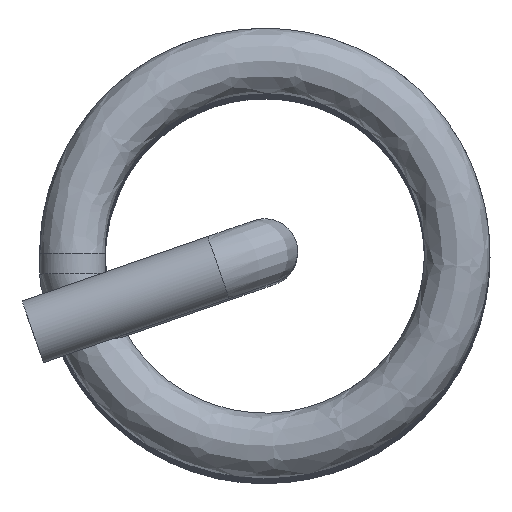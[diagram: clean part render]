
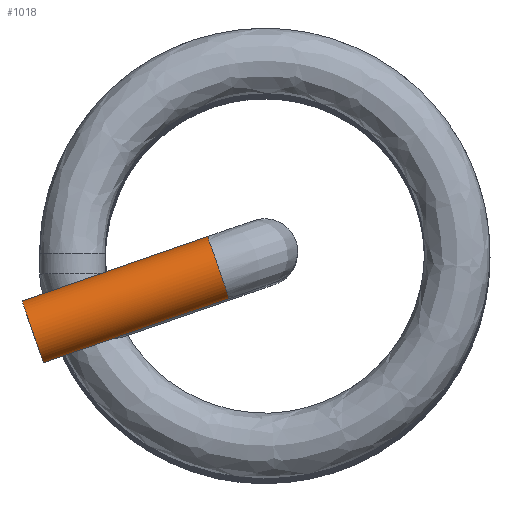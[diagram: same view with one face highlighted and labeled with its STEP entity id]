
A CAD part, top view. The second image highlights one B-rep face of the part: STEP entity #1018.
In plain terms, the highlighted free-form (B-spline) face has degree [3, 1] with [12, 2] control points.
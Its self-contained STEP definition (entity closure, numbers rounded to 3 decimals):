
#25 = CARTESIAN_POINT ( 'NONE',  ( -2.96, -0.621, 13.939 ) ) ;
#351 = CARTESIAN_POINT ( 'NONE',  ( -0.436, -0.574, 13.8 ) ) ;
#361 = CARTESIAN_POINT ( 'NONE',  ( -0.464, -0.492, 14.063 ) ) ;
#373 = EDGE_CURVE ( 'NONE', #1867, #6768, #4550, .T. ) ;
#436 = CARTESIAN_POINT ( 'NONE',  ( -2.709, -1.344, 13.939 ) ) ;
#496 = VERTEX_POINT ( 'NONE', #5829 ) ;
#957 = CARTESIAN_POINT ( 'NONE',  ( -2.811, -1.05, 14.202 ) ) ;
#986 = CARTESIAN_POINT ( 'NONE',  ( -0.634, -0.004, 14.153 ) ) ;
#996 = CARTESIAN_POINT ( 'NONE',  ( -0.692, 0.165, 13.939 ) ) ;
#1018 = ADVANCED_FACE ( 'NONE', ( #5051 ), #4534, .T. ) ;
#1026 = CARTESIAN_POINT ( 'NONE',  ( -0.698, 0.181, 13.8 ) ) ;
#1027 = DIRECTION ( 'NONE',  ( 0.945, 0.328, 0. ) ) ;
#1154 = CARTESIAN_POINT ( 'NONE',  ( -2.709, -1.344, 13.939 ) ) ;
#1189 = CARTESIAN_POINT ( 'NONE',  ( -2.703, -1.361, 13.846 ) ) ;
#1287 = CARTESIAN_POINT ( 'NONE',  ( -2.703, -1.361, 13.8 ) ) ;
#1352 = B_SPLINE_CURVE_WITH_KNOTS ( 'NONE', 3,
 ( #4563, #5171, #25, #2306, #2908, #1704, #4004, #6298, #2833, #1154, #1189, #1812 ),
 .UNSPECIFIED., .F., .F.,
 ( 4, 1, 1, 1, 1, 1, 1, 1, 1, 4 ),
 ( 0.024, 0.13, 0.236, 0.342, 0.447, 0.553, 0.659, 0.764, 0.87, 0.976 ),
 .UNSPECIFIED. ) ;
#1572 = LINE ( 'NONE', #3944, #4260 ) ;
#1652 = ORIENTED_EDGE ( 'NONE', *, *, #2936, .T. ) ;
#1704 = CARTESIAN_POINT ( 'NONE',  ( -2.858, -0.916, 14.202 ) ) ;
#1726 = VERTEX_POINT ( 'NONE', #4806 ) ;
#1812 = CARTESIAN_POINT ( 'NONE',  ( -2.703, -1.361, 13.8 ) ) ;
#1867 = VERTEX_POINT ( 'NONE', #1287 ) ;
#2070 = CARTESIAN_POINT ( 'NONE',  ( -0.544, -0.264, 14.202 ) ) ;
#2097 = ORIENTED_EDGE ( 'NONE', *, *, #3112, .T. ) ;
#2099 = CARTESIAN_POINT ( 'NONE',  ( -0.436, -0.574, 13.846 ) ) ;
#2111 = CARTESIAN_POINT ( 'NONE',  ( -2.901, -0.79, 14.153 ) ) ;
#2150 = CARTESIAN_POINT ( 'NONE',  ( -2.966, -0.605, 13.8 ) ) ;
#2188 = CARTESIAN_POINT ( 'NONE',  ( -2.768, -1.175, 14.153 ) ) ;
#2306 = CARTESIAN_POINT ( 'NONE',  ( -2.937, -0.687, 14.063 ) ) ;
#2630 = CARTESIAN_POINT ( 'NONE',  ( -0.5, -0.389, 14.153 ) ) ;
#2740 = CARTESIAN_POINT ( 'NONE',  ( -0.436, -0.574, 13.8 ) ) ;
#2833 = CARTESIAN_POINT ( 'NONE',  ( -2.732, -1.278, 14.063 ) ) ;
#2908 = CARTESIAN_POINT ( 'NONE',  ( -2.901, -0.79, 14.153 ) ) ;
#2936 = EDGE_CURVE ( 'NONE', #6768, #496, #4049, .T. ) ;
#3112 = EDGE_CURVE ( 'NONE', #1726, #1867, #1352, .T. ) ;
#3282 = CARTESIAN_POINT ( 'NONE',  ( -2.96, -0.621, 13.939 ) ) ;
#3310 = EDGE_LOOP ( 'NONE', ( #7358, #1652, #5157, #2097 ) ) ;
#3320 = CARTESIAN_POINT ( 'NONE',  ( -0.441, -0.558, 13.939 ) ) ;
#3430 = VECTOR ( 'NONE', #1027, 1000. ) ;
#3809 = CARTESIAN_POINT ( 'NONE',  ( -0.59, -0.13, 14.202 ) ) ;
#3838 = CARTESIAN_POINT ( 'NONE',  ( -0.464, -0.492, 14.063 ) ) ;
#3874 = CARTESIAN_POINT ( 'NONE',  ( -0.544, -0.264, 14.202 ) ) ;
#3883 = CARTESIAN_POINT ( 'NONE',  ( -2.732, -1.278, 14.063 ) ) ;
#3923 = CARTESIAN_POINT ( 'NONE',  ( -0.5, -0.389, 14.153 ) ) ;
#3944 = CARTESIAN_POINT ( 'NONE',  ( -0.698, 0.181, 13.8 ) ) ;
#4004 = CARTESIAN_POINT ( 'NONE',  ( -2.811, -1.05, 14.202 ) ) ;
#4049 = B_SPLINE_CURVE_WITH_KNOTS ( 'NONE', 3,
 ( #351, #2099, #4324, #3838, #2630, #3874, #5492, #986, #4360, #7320, #5567, #1026 ),
 .UNSPECIFIED., .F., .F.,
 ( 4, 1, 1, 1, 1, 1, 1, 1, 1, 4 ),
 ( 0., 0.111, 0.222, 0.333, 0.444, 0.556, 0.667, 0.778, 0.889, 1. ),
 .UNSPECIFIED. ) ;
#4260 = VECTOR ( 'NONE', #5114, 1000. ) ;
#4324 = CARTESIAN_POINT ( 'NONE',  ( -0.441, -0.558, 13.939 ) ) ;
#4360 = CARTESIAN_POINT ( 'NONE',  ( -0.669, 0.099, 14.063 ) ) ;
#4371 = CARTESIAN_POINT ( 'NONE',  ( -2.703, -1.361, 13.846 ) ) ;
#4411 = CARTESIAN_POINT ( 'NONE',  ( -0.669, 0.099, 14.063 ) ) ;
#4515 = CARTESIAN_POINT ( 'NONE',  ( -0.436, -0.574, 13.8 ) ) ;
#4534 = B_SPLINE_SURFACE_WITH_KNOTS ( 'NONE', 3, 1, ( 
 ( #6218, #7367 ),
 ( #5653, #4371 ),
 ( #3320, #436 ),
 ( #361, #3883 ),
 ( #3923, #2188 ),
 ( #2070, #957 ),
 ( #3809, #7255 ),
 ( #5538, #2111 ),
 ( #4411, #6139 ),
 ( #996, #3282 ),
 ( #5012, #7291 ),
 ( #5614, #2150 ) ),
 .UNSPECIFIED., .F., .F., .F.,
 ( 4, 1, 1, 1, 1, 1, 1, 1, 1, 4 ),
 ( 2, 2 ),
 ( 0.024, 0.13, 0.236, 0.342, 0.447, 0.553, 0.659, 0.764, 0.87, 0.976 ),
 ( 0., 1. ),
 .UNSPECIFIED. ) ;
#4550 = LINE ( 'NONE', #4515, #3430 ) ;
#4563 = CARTESIAN_POINT ( 'NONE',  ( -2.966, -0.605, 13.8 ) ) ;
#4806 = CARTESIAN_POINT ( 'NONE',  ( -2.966, -0.605, 13.8 ) ) ;
#5012 = CARTESIAN_POINT ( 'NONE',  ( -0.698, 0.181, 13.846 ) ) ;
#5051 = FACE_OUTER_BOUND ( 'NONE', #3310, .T. ) ;
#5114 = DIRECTION ( 'NONE',  ( -0.945, -0.328, 0. ) ) ;
#5157 = ORIENTED_EDGE ( 'NONE', *, *, #6891, .T. ) ;
#5171 = CARTESIAN_POINT ( 'NONE',  ( -2.966, -0.605, 13.846 ) ) ;
#5492 = CARTESIAN_POINT ( 'NONE',  ( -0.59, -0.13, 14.202 ) ) ;
#5538 = CARTESIAN_POINT ( 'NONE',  ( -0.634, -0.004, 14.153 ) ) ;
#5567 = CARTESIAN_POINT ( 'NONE',  ( -0.698, 0.181, 13.846 ) ) ;
#5614 = CARTESIAN_POINT ( 'NONE',  ( -0.698, 0.181, 13.8 ) ) ;
#5653 = CARTESIAN_POINT ( 'NONE',  ( -0.436, -0.574, 13.846 ) ) ;
#5829 = CARTESIAN_POINT ( 'NONE',  ( -0.698, 0.181, 13.8 ) ) ;
#6139 = CARTESIAN_POINT ( 'NONE',  ( -2.937, -0.687, 14.063 ) ) ;
#6218 = CARTESIAN_POINT ( 'NONE',  ( -0.436, -0.574, 13.8 ) ) ;
#6298 = CARTESIAN_POINT ( 'NONE',  ( -2.768, -1.175, 14.153 ) ) ;
#6768 = VERTEX_POINT ( 'NONE', #2740 ) ;
#6891 = EDGE_CURVE ( 'NONE', #496, #1726, #1572, .T. ) ;
#7255 = CARTESIAN_POINT ( 'NONE',  ( -2.858, -0.916, 14.202 ) ) ;
#7291 = CARTESIAN_POINT ( 'NONE',  ( -2.966, -0.605, 13.846 ) ) ;
#7320 = CARTESIAN_POINT ( 'NONE',  ( -0.692, 0.165, 13.939 ) ) ;
#7358 = ORIENTED_EDGE ( 'NONE', *, *, #373, .T. ) ;
#7367 = CARTESIAN_POINT ( 'NONE',  ( -2.703, -1.361, 13.8 ) ) ;
